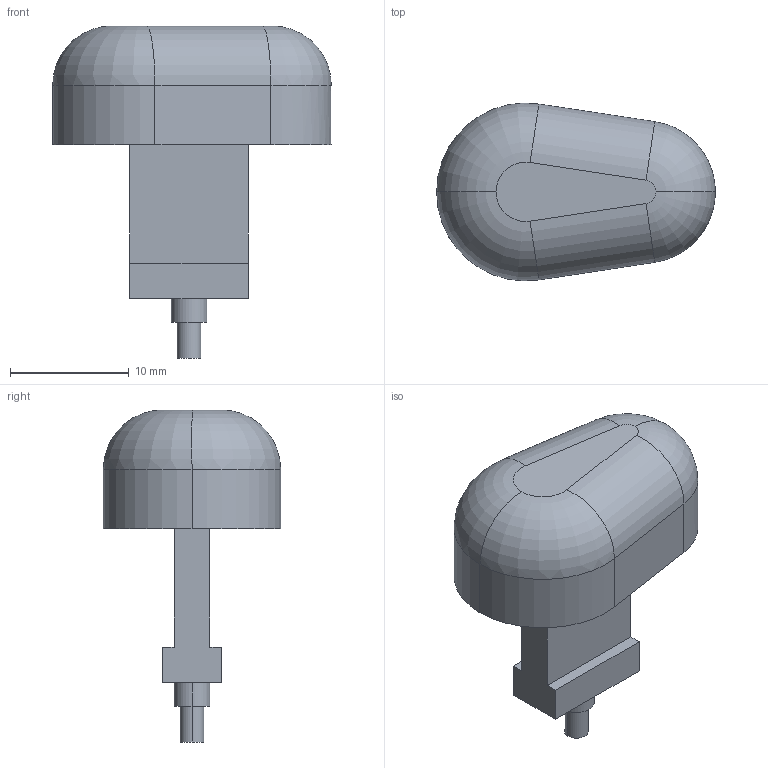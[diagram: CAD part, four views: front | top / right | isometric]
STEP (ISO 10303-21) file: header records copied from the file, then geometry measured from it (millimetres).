
FILE_DESCRIPTION (( 'STEP AP214' ), '1' );
FILE_NAME ('CheekMechanism.STEP', '2025-09-29T07:42:53', ( 'Windows User' ), ( '' ), 'SwSTEP 2.0', 'SolidWorks 2023', '' );
FILE_SCHEMA (( 'AUTOMOTIVE_DESIGN' ));
Length unit declared in the file: millimetre
Products named in the file (1): CheekMechanism
Bounding box: 23.5 x 15 x 28 mm (x, y, z)
Volume: 2989.4 mm3; surface area: 1471.4 mm2
Topology: 1 solids, 1 shells, 28 faces, 64 edges, 41 vertices
Faces by surface type: plane 15, cylinder 9, torus 4
Entity records: 816 total; most frequent: DIRECTION 147, CARTESIAN_POINT 134, ORIENTED_EDGE 128, EDGE_CURVE 64, AXIS2_PLACEMENT_3D 54, VERTEX_POINT 41, LINE 39, VECTOR 39
